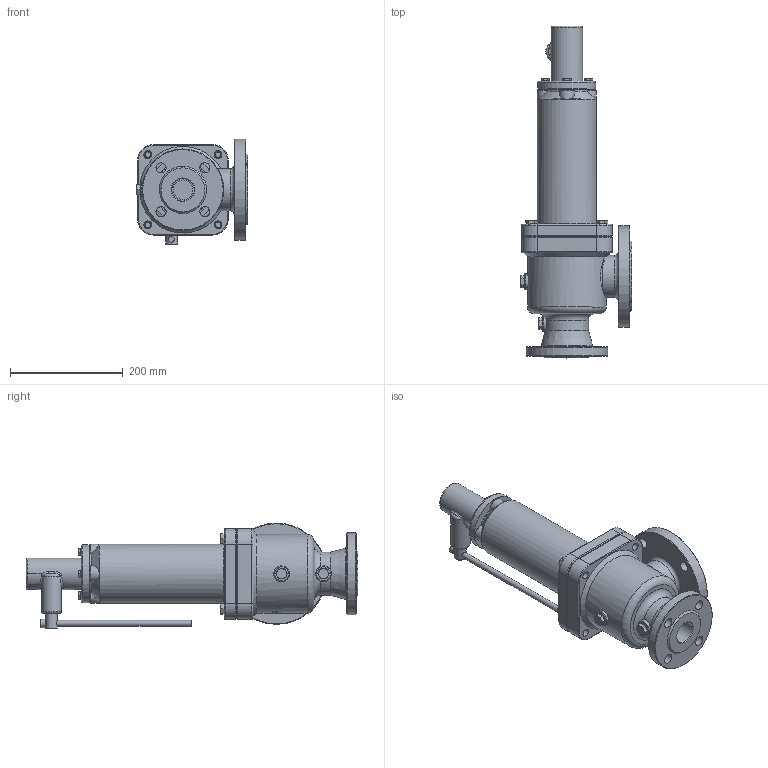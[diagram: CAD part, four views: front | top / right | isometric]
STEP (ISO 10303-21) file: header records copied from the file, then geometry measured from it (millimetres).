
FILE_DESCRIPTION(/* description */ (''),/* implementation_level */ '2;1');
FILE_NAME(/* name */ 'DN40_3D_STEP.stp',/* time_stamp */ '2025-10-20T23:45:22+03:00',/* author */ ('igorr'),/* organization */ (''),/* preprocessor_version */ 'ST-DEVELOPER v20',/* originating_system */ 'Autodesk Inventor 2025',/* authorisation */ '');
FILE_SCHEMA (('AUTOMOTIVE_DESIGN { 1 0 10303 214 3 1 1 }'));
Length unit declared in the file: millimetre
Products named in the file (6): Сборка; Деталь1; Деталь2; Деталь3; AS 1110 - M12 x 20; AS 1110 - M8 x 12
Assembly tree (13 placements, depth 2):
  Сборка
    Деталь1
    Деталь2
    Деталь3
    AS 1110 - M12 x 20  x6
    AS 1110 - M8 x 12  x4
Bounding box: 197.8 x 590 x 188.09 mm (x, y, z)
Volume: 5566678.5 mm3; surface area: 540687.4 mm2
Topology: 13 solids, 13 shells, 546 faces, 1279 edges, 790 vertices
Faces by surface type: plane 246, cylinder 125, cone 85, bspline 51, torus 39
Full cylindrical faces by diameter (mm): 8 x4, 8.54 x8, 10.5 x2, 12 x6, 13 x4, 14 x11, 15.128 x1, 18 x14, 21 x1, 28 x3, 35 x2, 40 x1, 42 x1, 44.593 x1, 49 x1, 56 x1, 63 x1, 65 x1, 70 x1, 75 x1, 77 x2, 84 x2, 102.976 x1, 105 x1, 119 x1, 140 x1, 145 x1, 156.8 x1, 180 x1
Entity records: 14404 total; most frequent: CARTESIAN_POINT 5650, ORIENTED_EDGE 1726, DIRECTION 1693, EDGE_CURVE 863, AXIS2_PLACEMENT_3D 708, VERTEX_POINT 550, EDGE_LOOP 429, CIRCLE 378
